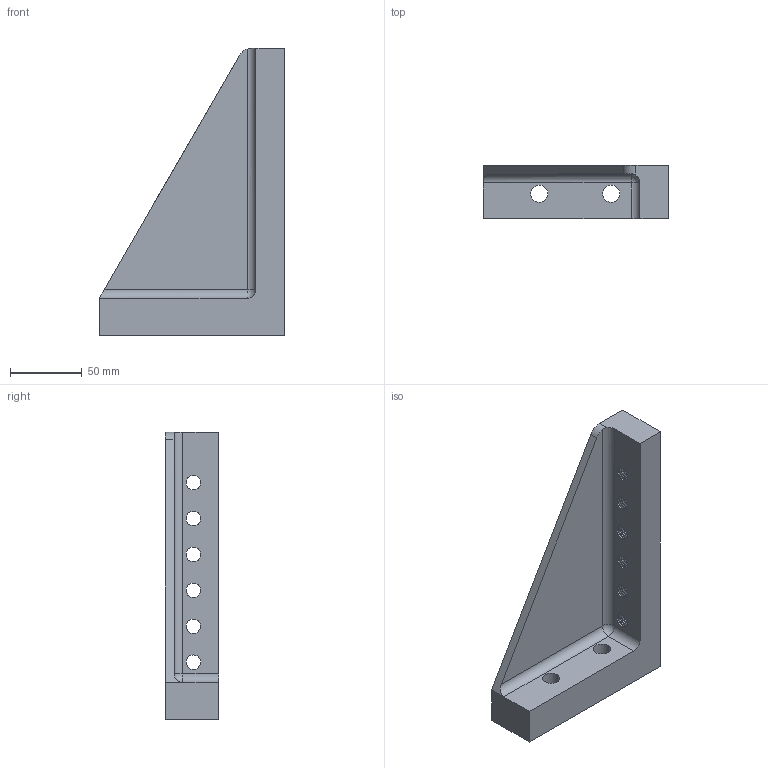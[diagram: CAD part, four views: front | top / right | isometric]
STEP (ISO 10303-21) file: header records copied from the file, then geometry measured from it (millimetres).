
FILE_DESCRIPTION(('STEP AP214'),'1');
FILE_NAME(' ',' ',('TraceParts'),('TraceParts S.A.'),'XStep 1.0',' ',' ');
FILE_SCHEMA(('automotive_design'));
Length unit declared in the file: millimetre
Products named in the file (1): 1
Bounding box: 129 x 37 x 200 mm (x, y, z)
Volume: 299117.1 mm3; surface area: 64665.9 mm2
Topology: 1 solids, 1 shells, 697 faces, 1416 edges, 722 vertices
Faces by surface type: torus 264, cone 264, cylinder 156, plane 12, sphere 1
Entity records: 34233 total; most frequent: DIRECTION 3782, CARTESIAN_POINT 2844, STYLED_ITEM 2835, PRESENTATION_STYLE_ASSIGNMENT 2835, COLOUR_RGB 2835, ORIENTED_EDGE 2830, AXIS2_PLACEMENT_3D 1670, EDGE_CURVE 1415
